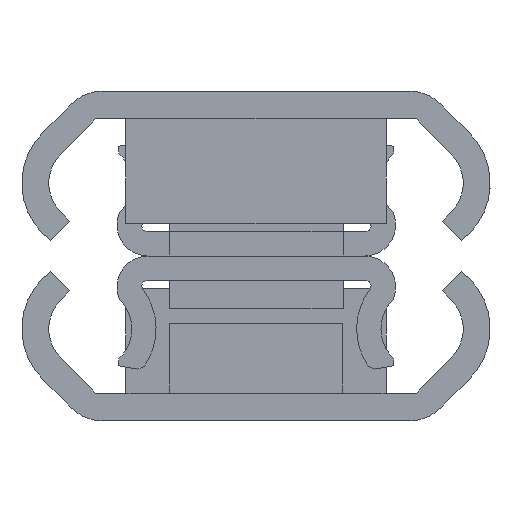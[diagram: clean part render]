
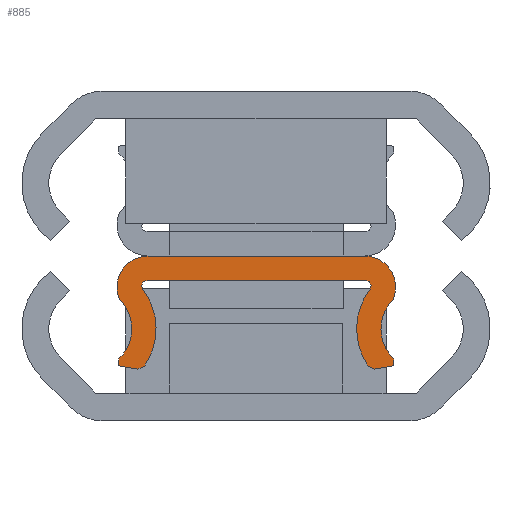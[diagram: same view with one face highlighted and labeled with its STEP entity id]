
A CAD part, left-side view. The second image highlights one B-rep face of the part: STEP entity #885.
In plain terms, the highlighted planar face has unit normal (-1, 0, 0).
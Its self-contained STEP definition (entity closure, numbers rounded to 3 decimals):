
#461 = CARTESIAN_POINT ( 'NONE',  ( -182.65, 9.592, 0. ) ) ;
#462 = DIRECTION ( 'NONE',  ( 0., 1., 0. ) ) ;
#466 = CARTESIAN_POINT ( 'NONE',  ( -182.65, -9.561, -4.2 ) ) ;
#467 = DIRECTION ( 'NONE',  ( 1., 0., 0. ) ) ;
#468 = DIRECTION ( 'NONE',  ( 0., 0., 1. ) ) ;
#469 = CARTESIAN_POINT ( 'NONE',  ( -182.65, -7.931, -5.934 ) ) ;
#470 = DIRECTION ( 'NONE',  ( 0., 0., 1. ) ) ;
#478 = CARTESIAN_POINT ( 'NONE',  ( -182.65, 7.931, -6.328 ) ) ;
#479 = DIRECTION ( 'NONE',  ( 0., -0.985, -0.174 ) ) ;
#480 = CARTESIAN_POINT ( 'NONE',  ( -182.65, -6.239, -1.793 ) ) ;
#481 = DIRECTION ( 'NONE',  ( -1., 0., 0. ) ) ;
#482 = DIRECTION ( 'NONE',  ( 0., 0., 1. ) ) ;
#487 = CARTESIAN_POINT ( 'NONE',  ( -182.65, -6.831, -6.522 ) ) ;
#488 = DIRECTION ( 'NONE',  ( 0., -0.911, -0.412 ) ) ;
#493 = CARTESIAN_POINT ( 'NONE',  ( -182.65, 6.297, -1.4 ) ) ;
#494 = DIRECTION ( 'NONE',  ( 0., -1., 0. ) ) ;
#495 = CARTESIAN_POINT ( 'NONE',  ( -182.65, 9.561, -4.2 ) ) ;
#496 = DIRECTION ( 'NONE',  ( 1., 0., 0. ) ) ;
#497 = DIRECTION ( 'NONE',  ( 0., 0., 1. ) ) ;
#500 = CARTESIAN_POINT ( 'NONE',  ( -182.65, 9.561, -4.2 ) ) ;
#501 = DIRECTION ( 'NONE',  ( -1., 0., 0. ) ) ;
#502 = DIRECTION ( 'NONE',  ( 0., 0., 1. ) ) ;
#505 = CARTESIAN_POINT ( 'NONE',  ( -182.65, 7.931, -5.934 ) ) ;
#506 = DIRECTION ( 'NONE',  ( 0., 0., -1. ) ) ;
#510 = CARTESIAN_POINT ( 'NONE',  ( -182.65, -7.931, -6.328 ) ) ;
#511 = DIRECTION ( 'NONE',  ( 0., -0.985, 0.174 ) ) ;
#522 = CARTESIAN_POINT ( 'NONE',  ( -182.65, -6.297, -1.72 ) ) ;
#523 = DIRECTION ( 'NONE',  ( 1., 0., 0. ) ) ;
#524 = DIRECTION ( 'NONE',  ( 0., 0., 1. ) ) ;
#528 = CARTESIAN_POINT ( 'NONE',  ( -182.65, 6.831, -6.522 ) ) ;
#529 = DIRECTION ( 'NONE',  ( 0., -0.911, 0.412 ) ) ;
#591 = CARTESIAN_POINT ( 'NONE',  ( -182.65, 6.239, -1.793 ) ) ;
#592 = DIRECTION ( 'NONE',  ( -1., 0., 0. ) ) ;
#593 = DIRECTION ( 'NONE',  ( 0., 0., 1. ) ) ;
#770 = AXIS2_PLACEMENT_3D ( 'NONE', #3613, #3614, #3615 ) ;
#885 = ADVANCED_FACE ( 'NONE', ( #3298 ), #3612, .T. ) ;
#929 = CARTESIAN_POINT ( 'NONE',  ( -182.65, -6.297, -1.4 ) ) ;
#930 = CARTESIAN_POINT ( 'NONE',  ( -182.65, 7.931, -6.328 ) ) ;
#934 = CARTESIAN_POINT ( 'NONE',  ( -182.65, 6.551, -1.914 ) ) ;
#936 = CARTESIAN_POINT ( 'NONE',  ( -182.65, 6.453, -6.35 ) ) ;
#938 = CARTESIAN_POINT ( 'NONE',  ( -182.65, 6.831, -6.522 ) ) ;
#943 = CARTESIAN_POINT ( 'NONE',  ( -182.65, -6.239, 0. ) ) ;
#950 = CARTESIAN_POINT ( 'NONE',  ( -182.65, 6.239, 0. ) ) ;
#951 = CARTESIAN_POINT ( 'NONE',  ( -182.65, -6.831, -6.522 ) ) ;
#953 = CARTESIAN_POINT ( 'NONE',  ( -182.65, -7.879, -2.517 ) ) ;
#956 = CARTESIAN_POINT ( 'NONE',  ( -182.65, -6.551, -1.914 ) ) ;
#959 = CARTESIAN_POINT ( 'NONE',  ( -182.65, -6.453, -6.35 ) ) ;
#961 = CARTESIAN_POINT ( 'NONE',  ( -182.65, -7.931, -6.328 ) ) ;
#963 = CARTESIAN_POINT ( 'NONE',  ( -182.65, 6.297, -1.4 ) ) ;
#965 = CARTESIAN_POINT ( 'NONE',  ( -182.65, -7.931, -5.934 ) ) ;
#1905 = CIRCLE ( 'NONE', #1924, 0.32 ) ;
#1919 = CIRCLE ( 'NONE', #1956, 2.38 ) ;
#1922 = CIRCLE ( 'NONE', #1940, 3.78 ) ;
#1924 = AXIS2_PLACEMENT_3D ( 'NONE', #3756, #3757, #3758 ) ;
#1940 = AXIS2_PLACEMENT_3D ( 'NONE', #3784, #3785, #3786 ) ;
#1953 = CIRCLE ( 'NONE', #1963, 1.793 ) ;
#1954 = VECTOR ( 'NONE', #462, 1000. ) ;
#1956 = AXIS2_PLACEMENT_3D ( 'NONE', #466, #467, #468 ) ;
#1958 = VECTOR ( 'NONE', #470, 1000. ) ;
#1962 = VECTOR ( 'NONE', #479, 1000. ) ;
#1963 = AXIS2_PLACEMENT_3D ( 'NONE', #480, #481, #482 ) ;
#1966 = VECTOR ( 'NONE', #488, 1000. ) ;
#1967 = CIRCLE ( 'NONE', #1972, 2.38 ) ;
#1971 = VECTOR ( 'NONE', #494, 1000. ) ;
#1972 = AXIS2_PLACEMENT_3D ( 'NONE', #495, #496, #497 ) ;
#1973 = CIRCLE ( 'NONE', #1975, 3.78 ) ;
#1975 = AXIS2_PLACEMENT_3D ( 'NONE', #500, #501, #502 ) ;
#1978 = VECTOR ( 'NONE', #506, 1000. ) ;
#1980 = VECTOR ( 'NONE', #511, 1000. ) ;
#1984 = CIRCLE ( 'NONE', #2362, 0.32 ) ;
#2106 = VERTEX_POINT ( 'NONE', #3731 ) ;
#2109 = VERTEX_POINT ( 'NONE', #3734 ) ;
#2298 = EDGE_CURVE ( 'NONE', #2801, #2830, #1905, .T. ) ;
#2310 = EDGE_CURVE ( 'NONE', #2823, #2826, #1922, .T. ) ;
#2323 = EDGE_CURVE ( 'NONE', #2810, #2817, #3345, .T. ) ;
#2325 = EDGE_CURVE ( 'NONE', #2832, #2820, #1919, .T. ) ;
#2326 = EDGE_CURVE ( 'NONE', #2828, #2832, #3346, .T. ) ;
#2330 = EDGE_CURVE ( 'NONE', #2797, #2805, #3349, .T. ) ;
#2331 = EDGE_CURVE ( 'NONE', #2820, #2810, #1953, .T. ) ;
#2334 = EDGE_CURVE ( 'NONE', #2826, #2818, #3352, .T. ) ;
#2337 = EDGE_CURVE ( 'NONE', #2830, #2796, #3355, .T. ) ;
#2338 = EDGE_CURVE ( 'NONE', #2109, #2106, #1967, .T. ) ;
#2340 = EDGE_CURVE ( 'NONE', #2803, #2801, #1973, .T. ) ;
#2342 = EDGE_CURVE ( 'NONE', #2106, #2797, #3358, .T. ) ;
#2344 = EDGE_CURVE ( 'NONE', #2818, #2828, #3359, .T. ) ;
#2350 = EDGE_CURVE ( 'NONE', #2796, #2823, #1984, .T. ) ;
#2352 = EDGE_CURVE ( 'NONE', #2805, #2803, #3365, .T. ) ;
#2362 = AXIS2_PLACEMENT_3D ( 'NONE', #522, #523, #524 ) ;
#2363 = CIRCLE ( 'NONE', #2400, 1.793 ) ;
#2365 = VECTOR ( 'NONE', #529, 1000. ) ;
#2400 = AXIS2_PLACEMENT_3D ( 'NONE', #591, #592, #593 ) ;
#2572 = EDGE_CURVE ( 'NONE', #2817, #2109, #2363, .T. ) ;
#2676 = EDGE_LOOP ( 'NONE', ( #2910, #2911, #2904, #3470, #3471, #3472, #3469, #2905, #3476, #2901, #2903, #2906, #3479, #3480, #2909, #3473 ) ) ;
#2796 = VERTEX_POINT ( 'NONE', #929 ) ;
#2797 = VERTEX_POINT ( 'NONE', #930 ) ;
#2801 = VERTEX_POINT ( 'NONE', #934 ) ;
#2803 = VERTEX_POINT ( 'NONE', #936 ) ;
#2805 = VERTEX_POINT ( 'NONE', #938 ) ;
#2810 = VERTEX_POINT ( 'NONE', #943 ) ;
#2817 = VERTEX_POINT ( 'NONE', #950 ) ;
#2818 = VERTEX_POINT ( 'NONE', #951 ) ;
#2820 = VERTEX_POINT ( 'NONE', #953 ) ;
#2823 = VERTEX_POINT ( 'NONE', #956 ) ;
#2826 = VERTEX_POINT ( 'NONE', #959 ) ;
#2828 = VERTEX_POINT ( 'NONE', #961 ) ;
#2830 = VERTEX_POINT ( 'NONE', #963 ) ;
#2832 = VERTEX_POINT ( 'NONE', #965 ) ;
#2901 = ORIENTED_EDGE ( 'NONE', *, *, #2337, .T. ) ;
#2903 = ORIENTED_EDGE ( 'NONE', *, *, #2350, .T. ) ;
#2904 = ORIENTED_EDGE ( 'NONE', *, *, #2572, .T. ) ;
#2905 = ORIENTED_EDGE ( 'NONE', *, *, #2340, .T. ) ;
#2906 = ORIENTED_EDGE ( 'NONE', *, *, #2310, .T. ) ;
#2909 = ORIENTED_EDGE ( 'NONE', *, *, #2326, .T. ) ;
#2910 = ORIENTED_EDGE ( 'NONE', *, *, #2331, .T. ) ;
#2911 = ORIENTED_EDGE ( 'NONE', *, *, #2323, .T. ) ;
#3298 = FACE_OUTER_BOUND ( 'NONE', #2676, .T. ) ;
#3345 = LINE ( 'NONE', #461, #1954 ) ;
#3346 = LINE ( 'NONE', #469, #1958 ) ;
#3349 = LINE ( 'NONE', #478, #1962 ) ;
#3352 = LINE ( 'NONE', #487, #1966 ) ;
#3355 = LINE ( 'NONE', #493, #1971 ) ;
#3358 = LINE ( 'NONE', #505, #1978 ) ;
#3359 = LINE ( 'NONE', #510, #1980 ) ;
#3365 = LINE ( 'NONE', #528, #2365 ) ;
#3469 = ORIENTED_EDGE ( 'NONE', *, *, #2352, .T. ) ;
#3470 = ORIENTED_EDGE ( 'NONE', *, *, #2338, .T. ) ;
#3471 = ORIENTED_EDGE ( 'NONE', *, *, #2342, .T. ) ;
#3472 = ORIENTED_EDGE ( 'NONE', *, *, #2330, .T. ) ;
#3473 = ORIENTED_EDGE ( 'NONE', *, *, #2325, .T. ) ;
#3476 = ORIENTED_EDGE ( 'NONE', *, *, #2298, .T. ) ;
#3479 = ORIENTED_EDGE ( 'NONE', *, *, #2334, .T. ) ;
#3480 = ORIENTED_EDGE ( 'NONE', *, *, #2344, .T. ) ;
#3612 = PLANE ( 'NONE',  #770 ) ;
#3613 = CARTESIAN_POINT ( 'NONE',  ( -182.65, 9.592, -6.999 ) ) ;
#3614 = DIRECTION ( 'NONE',  ( -1., 0., 0. ) ) ;
#3615 = DIRECTION ( 'NONE',  ( 0., 0., 1. ) ) ;
#3731 = CARTESIAN_POINT ( 'NONE',  ( -182.65, 7.931, -5.934 ) ) ;
#3734 = CARTESIAN_POINT ( 'NONE',  ( -182.65, 7.879, -2.517 ) ) ;
#3756 = CARTESIAN_POINT ( 'NONE',  ( -182.65, 6.297, -1.72 ) ) ;
#3757 = DIRECTION ( 'NONE',  ( 1., 0., 0. ) ) ;
#3758 = DIRECTION ( 'NONE',  ( 0., 0., 1. ) ) ;
#3784 = CARTESIAN_POINT ( 'NONE',  ( -182.65, -9.561, -4.2 ) ) ;
#3785 = DIRECTION ( 'NONE',  ( -1., 0., 0. ) ) ;
#3786 = DIRECTION ( 'NONE',  ( 0., 0., 1. ) ) ;
